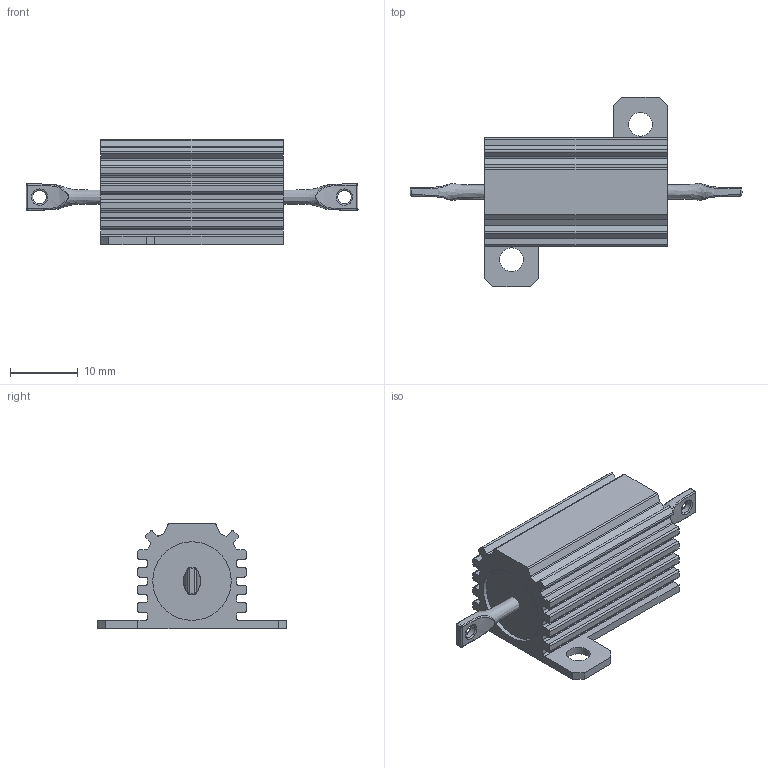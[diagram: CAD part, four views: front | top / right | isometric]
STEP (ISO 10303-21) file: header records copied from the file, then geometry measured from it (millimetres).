
FILE_DESCRIPTION(/* description */ (''),/* implementation_level */ '2;1');
FILE_NAME(/* name */ 'R_25W_with_heatsonk.step',/* time_stamp */ '2025-04-20T00:22:56+03:00',/* author */ (''),/* organization */ (''),/* preprocessor_version */ 'ST-DEVELOPER v20.1',/* originating_system */ 'Autodesk Translation Framework v14.4.0.0',/* authorisation */ '');
FILE_SCHEMA (('AUTOMOTIVE_DESIGN { 1 0 10303 214 3 1 1 }'));
Length unit declared in the file: millimetre
Products named in the file (1): R_25W_with_heatsonk
Bounding box: 49 x 28 x 15.5 mm (x, y, z)
Volume: 5866.7 mm3; surface area: 5025.9 mm2
Topology: 4 solids, 4 shells, 149 faces, 397 edges, 256 vertices
Faces by surface type: plane 66, cylinder 55, bspline 16, sphere 8, torus 4
Full cylindrical faces by diameter (mm): 2 x2, 3.5 x2, 11.6 x2
Entity records: 6545 total; most frequent: CARTESIAN_POINT 2771, ORIENTED_EDGE 794, DIRECTION 777, EDGE_CURVE 397, AXIS2_PLACEMENT_3D 272, VERTEX_POINT 256, LINE 233, VECTOR 233
